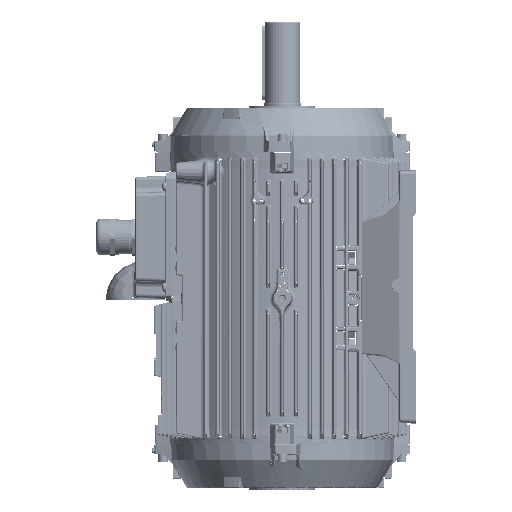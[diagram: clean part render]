
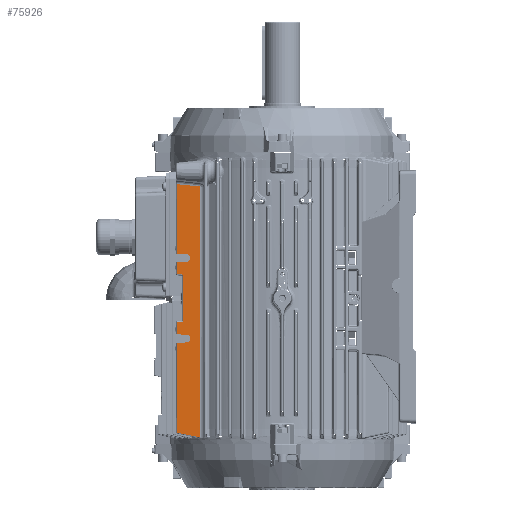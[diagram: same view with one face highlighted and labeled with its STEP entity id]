
A CAD part, left-side view. The second image highlights one B-rep face of the part: STEP entity #75926.
In plain terms, the highlighted planar face has unit normal (-1, 0.018, 0).
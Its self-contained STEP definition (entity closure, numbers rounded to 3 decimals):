
#40214=ELLIPSE('',#162306,3.,3.);
#40216=ELLIPSE('',#162313,3.,3.);
#40255=ELLIPSE('',#162635,5.251,5.25);
#40265=ELLIPSE('',#162669,5.251,5.25);
#46425=B_SPLINE_CURVE_WITH_KNOTS('',3,(#276796,#276797,#276798,#276799),
 .UNSPECIFIED.,.F.,.F.,(4,4),(0.,1.),.UNSPECIFIED.);
#46426=B_SPLINE_CURVE_WITH_KNOTS('',3,(#276842,#276843,#276844,#276845),
 .UNSPECIFIED.,.F.,.F.,(4,4),(0.,1.),.UNSPECIFIED.);
#49760=PLANE('',#165054);
#55145=FACE_OUTER_BOUND('',#84044,.T.);
#59794=LINE('',#273992,#65738);
#59812=LINE('',#274633,#65756);
#59815=LINE('',#274640,#65759);
#59818=LINE('',#274743,#65762);
#59820=LINE('',#274889,#65764);
#59825=LINE('',#274978,#65769);
#59864=LINE('',#275951,#65808);
#59895=LINE('',#277473,#65839);
#59926=LINE('',#277638,#65870);
#59932=LINE('',#277648,#65876);
#59937=LINE('',#277657,#65881);
#59940=LINE('',#277662,#65884);
#65738=VECTOR('',#184425,1.);
#65756=VECTOR('',#184559,1.);
#65759=VECTOR('',#184566,1.);
#65762=VECTOR('',#184585,1.);
#65764=VECTOR('',#184601,1.);
#65769=VECTOR('',#184624,1.);
#65808=VECTOR('',#184845,1.);
#65839=VECTOR('',#185044,1.);
#65870=VECTOR('',#185167,1.);
#65876=VECTOR('',#185175,1.);
#65881=VECTOR('',#185182,1.);
#65884=VECTOR('',#185187,1.);
#75926=ADVANCED_FACE('',(#55145),#49760,.T.);
#84044=EDGE_LOOP('',(#111144,#111145,#111146,#111147,#111148,#111149,#111150,
#111151,#111152,#111153,#111154,#111155,#111156,#111157,#111158,#111159,
#111160,#111161));
#111144=ORIENTED_EDGE('',*,*,#141334,.T.);
#111145=ORIENTED_EDGE('',*,*,#141254,.T.);
#111146=ORIENTED_EDGE('',*,*,#141475,.F.);
#111147=ORIENTED_EDGE('',*,*,#141676,.F.);
#111148=ORIENTED_EDGE('',*,*,#141481,.F.);
#111149=ORIENTED_EDGE('',*,*,#141088,.T.);
#111150=ORIENTED_EDGE('',*,*,#141084,.T.);
#111151=ORIENTED_EDGE('',*,*,#141093,.T.);
#111152=ORIENTED_EDGE('',*,*,#141099,.T.);
#111153=ORIENTED_EDGE('',*,*,#141106,.T.);
#111154=ORIENTED_EDGE('',*,*,#141112,.T.);
#111155=ORIENTED_EDGE('',*,*,#141126,.T.);
#111156=ORIENTED_EDGE('',*,*,#141486,.F.);
#111157=ORIENTED_EDGE('',*,*,#141736,.F.);
#111158=ORIENTED_EDGE('',*,*,#141489,.F.);
#111159=ORIENTED_EDGE('',*,*,#141007,.T.);
#111160=ORIENTED_EDGE('',*,*,#141336,.T.);
#111161=ORIENTED_EDGE('',*,*,#141412,.T.);
#125323=VERTEX_POINT('',#273991);
#125324=VERTEX_POINT('',#273993);
#125373=VERTEX_POINT('',#274619);
#125378=VERTEX_POINT('',#274632);
#125380=VERTEX_POINT('',#274638);
#125384=VERTEX_POINT('',#274690);
#125388=VERTEX_POINT('',#274742);
#125393=VERTEX_POINT('',#274798);
#125397=VERTEX_POINT('',#274888);
#125403=VERTEX_POINT('',#274976);
#125484=VERTEX_POINT('',#275887);
#125487=VERTEX_POINT('',#275949);
#125539=VERTEX_POINT('',#276759);
#125540=VERTEX_POINT('',#276846);
#125608=VERTEX_POINT('',#277639);
#125611=VERTEX_POINT('',#277649);
#125613=VERTEX_POINT('',#277656);
#125615=VERTEX_POINT('',#277663);
#141007=EDGE_CURVE('',#125324,#125323,#59794,.T.);
#141084=EDGE_CURVE('',#125373,#125378,#59812,.T.);
#141088=EDGE_CURVE('',#125380,#125373,#59815,.T.);
#141093=EDGE_CURVE('',#125378,#125384,#40214,.T.);
#141099=EDGE_CURVE('',#125384,#125388,#59818,.T.);
#141106=EDGE_CURVE('',#125388,#125393,#40216,.T.);
#141112=EDGE_CURVE('',#125393,#125397,#59820,.T.);
#141126=EDGE_CURVE('',#125397,#125403,#59825,.T.);
#141254=EDGE_CURVE('',#125484,#125487,#59864,.T.);
#141334=EDGE_CURVE('',#125539,#125484,#46425,.T.);
#141336=EDGE_CURVE('',#125323,#125540,#46426,.T.);
#141412=EDGE_CURVE('',#125540,#125539,#59895,.T.);
#141475=EDGE_CURVE('',#125608,#125487,#59926,.T.);
#141481=EDGE_CURVE('',#125380,#125611,#59932,.T.);
#141486=EDGE_CURVE('',#125613,#125403,#59937,.T.);
#141489=EDGE_CURVE('',#125324,#125615,#59940,.T.);
#141676=EDGE_CURVE('',#125611,#125608,#40255,.T.);
#141736=EDGE_CURVE('',#125615,#125613,#40265,.T.);
#162306=AXIS2_PLACEMENT_3D('',#274691,#184575,#184576);
#162313=AXIS2_PLACEMENT_3D('',#274799,#184593,#184594);
#162635=AXIS2_PLACEMENT_3D('',#278372,#185470,#185471);
#162669=AXIS2_PLACEMENT_3D('',#278512,#185580,#185581);
#165054=AXIS2_PLACEMENT_3D('',#299184,#191737,#191738);
#184425=DIRECTION('',(0.,0.,-1.));
#184559=DIRECTION('',(-0.017,-0.999,-0.035));
#184566=DIRECTION('',(0.,0.,-1.));
#184575=DIRECTION('',(1.,-0.017,0.));
#184576=DIRECTION('',(0.017,1.,0.));
#184585=DIRECTION('',(0.,0.,-1.));
#184593=DIRECTION('',(1.,-0.017,0.));
#184594=DIRECTION('',(-0.017,-1.,0.));
#184601=DIRECTION('',(0.017,0.999,-0.035));
#184624=DIRECTION('',(0.,0.,-1.));
#184845=DIRECTION('',(0.,0.,-1.));
#185044=DIRECTION('',(0.,0.,1.));
#185167=DIRECTION('',(0.017,0.999,0.035));
#185175=DIRECTION('',(-0.017,-0.999,0.035));
#185182=DIRECTION('',(0.017,0.999,0.035));
#185187=DIRECTION('',(-0.017,-0.999,0.035));
#185470=DIRECTION('',(-1.,0.017,0.));
#185471=DIRECTION('',(-0.017,-1.,0.));
#185580=DIRECTION('',(-1.,0.017,0.));
#185581=DIRECTION('',(-0.017,-1.,0.));
#191737=DIRECTION('',(-1.,0.017,0.));
#191738=DIRECTION('',(-0.017,-1.,0.));
#273991=CARTESIAN_POINT('',(-106.876,141.535,-444.702));
#273992=CARTESIAN_POINT('',(-106.876,141.535,-73.5));
#273993=CARTESIAN_POINT('',(-106.876,141.535,-323.17));
#274619=CARTESIAN_POINT('',(-106.876,141.535,-230.289));
#274632=CARTESIAN_POINT('',(-106.965,136.43,-230.468));
#274633=CARTESIAN_POINT('',(-107.404,111.309,-231.345));
#274638=CARTESIAN_POINT('',(-106.876,141.535,-214.17));
#274640=CARTESIAN_POINT('',(-106.876,141.535,-73.5));
#274690=CARTESIAN_POINT('',(-107.016,133.535,-233.466));
#274691=CARTESIAN_POINT('',(-106.963,136.535,-233.466));
#274742=CARTESIAN_POINT('',(-107.016,133.535,-292.534));
#274743=CARTESIAN_POINT('',(-107.016,133.535,-73.5));
#274798=CARTESIAN_POINT('',(-106.965,136.43,-295.532));
#274799=CARTESIAN_POINT('',(-106.963,136.535,-292.534));
#274888=CARTESIAN_POINT('',(-106.876,141.535,-295.711));
#274889=CARTESIAN_POINT('',(-107.634,98.094,-294.194));
#274976=CARTESIAN_POINT('',(-106.876,141.535,-311.83));
#274978=CARTESIAN_POINT('',(-106.876,141.535,-73.5));
#275887=CARTESIAN_POINT('',(-106.876,141.535,-109.044));
#275949=CARTESIAN_POINT('',(-106.876,141.535,-202.83));
#275951=CARTESIAN_POINT('',(-106.876,141.535,-73.5));
#276759=CARTESIAN_POINT('',(-107.411,110.895,-112.224));
#276796=CARTESIAN_POINT('',(-107.411,110.895,-112.224));
#276797=CARTESIAN_POINT('',(-107.233,121.109,-111.164));
#276798=CARTESIAN_POINT('',(-107.054,131.322,-110.104));
#276799=CARTESIAN_POINT('',(-106.876,141.535,-109.044));
#276842=CARTESIAN_POINT('',(-106.876,141.535,-444.702));
#276843=CARTESIAN_POINT('',(-107.054,131.342,-446.86));
#276844=CARTESIAN_POINT('',(-107.232,121.132,-448.935));
#276845=CARTESIAN_POINT('',(-107.411,110.895,-450.881));
#276846=CARTESIAN_POINT('',(-107.411,110.895,-450.881));
#277473=CARTESIAN_POINT('',(-107.411,110.895,-107.774));
#277638=CARTESIAN_POINT('',(-107.421,110.352,-203.919));
#277639=CARTESIAN_POINT('',(-107.086,129.504,-203.25));
#277648=CARTESIAN_POINT('',(-107.585,100.937,-212.752));
#277649=CARTESIAN_POINT('',(-107.086,129.504,-213.75));
#277656=CARTESIAN_POINT('',(-107.086,129.504,-312.25));
#277657=CARTESIAN_POINT('',(-107.354,114.152,-312.786));
#277662=CARTESIAN_POINT('',(-107.651,97.137,-321.62));
#277663=CARTESIAN_POINT('',(-107.086,129.504,-322.75));
#278372=CARTESIAN_POINT('',(-107.086,129.5,-208.5));
#278512=CARTESIAN_POINT('',(-107.086,129.5,-317.5));
#299184=CARTESIAN_POINT('',(-107.5,105.799,-73.5));
